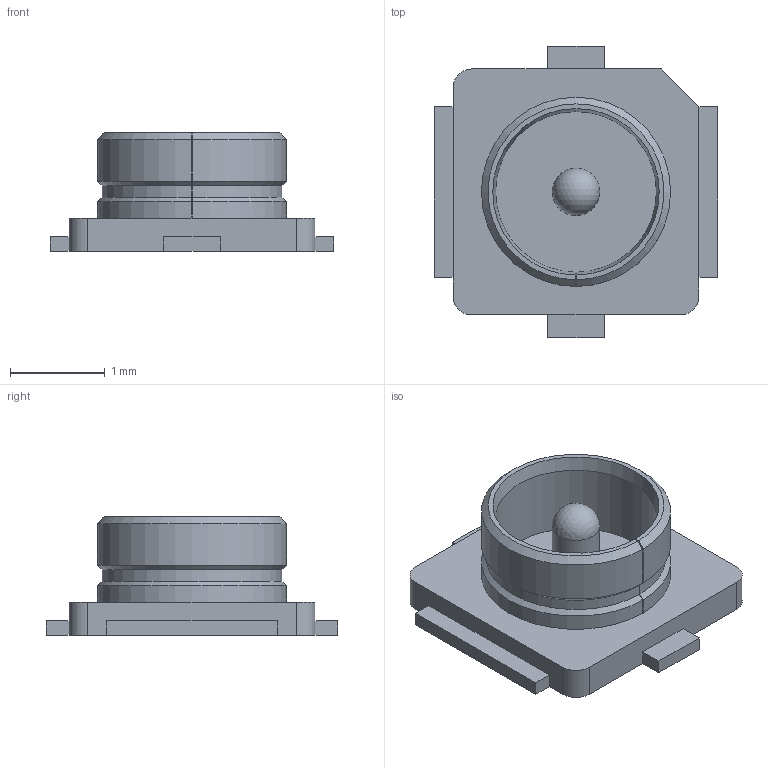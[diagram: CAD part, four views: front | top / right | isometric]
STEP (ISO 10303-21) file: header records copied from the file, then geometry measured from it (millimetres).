
FILE_DESCRIPTION(/* description */ (''),/* implementation_level */ '2;1');
FILE_NAME(/* name */ '734120110wbm000_01_214.stp',/* time_stamp */ '2022-12-13T14:15:41+06:00',/* author */ (''),/* organization */ (''),/* preprocessor_version */ 'ST-DEVELOPER v16.7',/* originating_system */ 'SIEMENS PLM Software NX 1919',/* authorisation */ '');
FILE_SCHEMA (('AUTOMOTIVE_DESIGN { 1 0 10303 214 3 1 1 1 }'));
Length unit declared in the file: millimetre
Products named in the file (1): 734120110wbm000_01
Bounding box: 3 x 3.08 x 1.25 mm (x, y, z)
Volume: 3.3 mm3; surface area: 31.3 mm2
Topology: 1 solids, 1 shells, 43 faces, 120 edges, 78 vertices
Faces by surface type: plane 26, cylinder 10, cone 4, sphere 2, torus 1
Full cylindrical faces by diameter (mm): 0.5 x1
Entity records: 1327 total; most frequent: CARTESIAN_POINT 228, DIRECTION 221, ORIENTED_EDGE 220, EDGE_CURVE 110, LINE 87, VECTOR 87, VERTEX_POINT 74, AXIS2_PLACEMENT_3D 67
